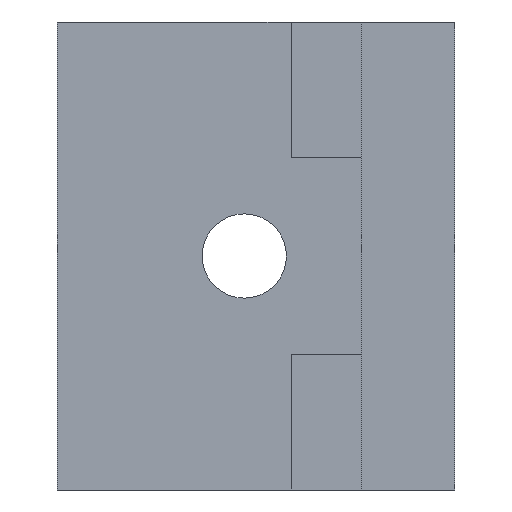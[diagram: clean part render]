
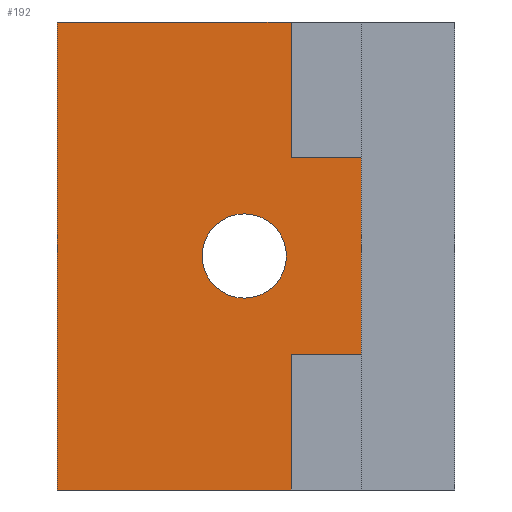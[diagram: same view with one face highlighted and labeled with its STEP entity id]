
A CAD part, left-side view. The second image highlights one B-rep face of the part: STEP entity #192.
In plain terms, the highlighted planar face has unit normal (-1, 0, 0).
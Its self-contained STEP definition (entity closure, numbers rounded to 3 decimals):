
#13 = EDGE_CURVE ( 'NONE', #517, #449, #959, .T. ) ;
#24 = LINE ( 'NONE', #1210, #620 ) ;
#25 = ORIENTED_EDGE ( 'NONE', *, *, #823, .F. ) ;
#39 = DIRECTION ( 'NONE',  ( 0., 0., -1. ) ) ;
#52 = CARTESIAN_POINT ( 'NONE',  ( -45., 85., 50. ) ) ;
#58 = EDGE_CURVE ( 'NONE', #1038, #164, #933, .T. ) ;
#96 = LINE ( 'NONE', #283, #238 ) ;
#105 = CARTESIAN_POINT ( 'NONE',  ( -45., 85., 50. ) ) ;
#112 = CARTESIAN_POINT ( 'NONE',  ( -45., 45., -9. ) ) ;
#119 = LINE ( 'NONE', #137, #549 ) ;
#130 = ORIENTED_EDGE ( 'NONE', *, *, #58, .T. ) ;
#137 = CARTESIAN_POINT ( 'NONE',  ( -45., 85., -50. ) ) ;
#164 = VERTEX_POINT ( 'NONE', #112 ) ;
#188 = PLANE ( 'NONE',  #426 ) ;
#192 = ADVANCED_FACE ( 'NONE', ( #471, #1122 ), #188, .F. ) ;
#198 = LINE ( 'NONE', #402, #1085 ) ;
#218 = CARTESIAN_POINT ( 'NONE',  ( -45., 35., 50. ) ) ;
#226 = CARTESIAN_POINT ( 'NONE',  ( -45., 20., 21. ) ) ;
#234 = ORIENTED_EDGE ( 'NONE', *, *, #542, .T. ) ;
#237 = CARTESIAN_POINT ( 'NONE',  ( -45., 45., 0. ) ) ;
#238 = VECTOR ( 'NONE', #654, 1000. ) ;
#266 = CARTESIAN_POINT ( 'NONE',  ( -45., -53.239, 21. ) ) ;
#283 = CARTESIAN_POINT ( 'NONE',  ( -45., 85., 50. ) ) ;
#322 = ORIENTED_EDGE ( 'NONE', *, *, #13, .F. ) ;
#329 = DIRECTION ( 'NONE',  ( 1., 0., 0. ) ) ;
#337 = LINE ( 'NONE', #52, #793 ) ;
#346 = EDGE_LOOP ( 'NONE', ( #234, #130 ) ) ;
#368 = VERTEX_POINT ( 'NONE', #459 ) ;
#402 = CARTESIAN_POINT ( 'NONE',  ( -45., 35., 50. ) ) ;
#403 = VERTEX_POINT ( 'NONE', #782 ) ;
#409 = ORIENTED_EDGE ( 'NONE', *, *, #555, .F. ) ;
#417 = CARTESIAN_POINT ( 'NONE',  ( -45., 45., 0. ) ) ;
#423 = DIRECTION ( 'NONE',  ( 0., -1., 0. ) ) ;
#426 = AXIS2_PLACEMENT_3D ( 'NONE', #565, #465, #835 ) ;
#428 = DIRECTION ( 'NONE',  ( 0., 1., 0. ) ) ;
#434 = LINE ( 'NONE', #266, #756 ) ;
#449 = VERTEX_POINT ( 'NONE', #1148 ) ;
#459 = CARTESIAN_POINT ( 'NONE',  ( -45., 35., -21. ) ) ;
#465 = DIRECTION ( 'NONE',  ( 1., 0., 0. ) ) ;
#471 = FACE_BOUND ( 'NONE', #346, .T. ) ;
#495 = VERTEX_POINT ( 'NONE', #226 ) ;
#501 = EDGE_CURVE ( 'NONE', #624, #651, #119, .T. ) ;
#503 = DIRECTION ( 'NONE',  ( 0., 1., 0. ) ) ;
#517 = VERTEX_POINT ( 'NONE', #1154 ) ;
#525 = CARTESIAN_POINT ( 'NONE',  ( -45., 35., -50. ) ) ;
#536 = CARTESIAN_POINT ( 'NONE',  ( -45., 45., 9. ) ) ;
#541 = CARTESIAN_POINT ( 'NONE',  ( -45., 85., -50. ) ) ;
#542 = EDGE_CURVE ( 'NONE', #164, #1038, #606, .T. ) ;
#549 = VECTOR ( 'NONE', #423, 1000. ) ;
#555 = EDGE_CURVE ( 'NONE', #403, #368, #709, .T. ) ;
#565 = CARTESIAN_POINT ( 'NONE',  ( -45., 85., 50. ) ) ;
#585 = EDGE_CURVE ( 'NONE', #848, #517, #337, .T. ) ;
#594 = ORIENTED_EDGE ( 'NONE', *, *, #889, .F. ) ;
#606 = CIRCLE ( 'NONE', #703, 9. ) ;
#614 = EDGE_CURVE ( 'NONE', #495, #449, #434, .T. ) ;
#620 = VECTOR ( 'NONE', #1131, 1000. ) ;
#621 = CARTESIAN_POINT ( 'NONE',  ( -45., -53.239, -21. ) ) ;
#624 = VERTEX_POINT ( 'NONE', #541 ) ;
#635 = ORIENTED_EDGE ( 'NONE', *, *, #501, .T. ) ;
#651 = VERTEX_POINT ( 'NONE', #525 ) ;
#654 = DIRECTION ( 'NONE',  ( 0., 0., -1. ) ) ;
#656 = DIRECTION ( 'NONE',  ( 0., 0., -1. ) ) ;
#703 = AXIS2_PLACEMENT_3D ( 'NONE', #237, #1080, #428 ) ;
#709 = LINE ( 'NONE', #621, #1073 ) ;
#756 = VECTOR ( 'NONE', #797, 1000. ) ;
#782 = CARTESIAN_POINT ( 'NONE',  ( -45., 20., -21. ) ) ;
#793 = VECTOR ( 'NONE', #983, 1000. ) ;
#797 = DIRECTION ( 'NONE',  ( 0., 1., 0. ) ) ;
#823 = EDGE_CURVE ( 'NONE', #368, #651, #198, .T. ) ;
#835 = DIRECTION ( 'NONE',  ( 0., 1., 0. ) ) ;
#848 = VERTEX_POINT ( 'NONE', #105 ) ;
#882 = ORIENTED_EDGE ( 'NONE', *, *, #585, .F. ) ;
#889 = EDGE_CURVE ( 'NONE', #495, #403, #24, .T. ) ;
#904 = ORIENTED_EDGE ( 'NONE', *, *, #1197, .T. ) ;
#928 = ORIENTED_EDGE ( 'NONE', *, *, #614, .T. ) ;
#929 = EDGE_LOOP ( 'NONE', ( #635, #25, #409, #594, #928, #322, #882, #904 ) ) ;
#933 = CIRCLE ( 'NONE', #1029, 9. ) ;
#959 = LINE ( 'NONE', #218, #1200 ) ;
#983 = DIRECTION ( 'NONE',  ( 0., -1., 0. ) ) ;
#1029 = AXIS2_PLACEMENT_3D ( 'NONE', #417, #329, #503 ) ;
#1038 = VERTEX_POINT ( 'NONE', #536 ) ;
#1073 = VECTOR ( 'NONE', #1088, 1000. ) ;
#1080 = DIRECTION ( 'NONE',  ( 1., 0., 0. ) ) ;
#1085 = VECTOR ( 'NONE', #656, 1000. ) ;
#1088 = DIRECTION ( 'NONE',  ( 0., 1., 0. ) ) ;
#1122 = FACE_OUTER_BOUND ( 'NONE', #929, .T. ) ;
#1131 = DIRECTION ( 'NONE',  ( 0., 0., -1. ) ) ;
#1148 = CARTESIAN_POINT ( 'NONE',  ( -45., 35., 21. ) ) ;
#1154 = CARTESIAN_POINT ( 'NONE',  ( -45., 35., 50. ) ) ;
#1197 = EDGE_CURVE ( 'NONE', #848, #624, #96, .T. ) ;
#1200 = VECTOR ( 'NONE', #39, 1000. ) ;
#1210 = CARTESIAN_POINT ( 'NONE',  ( -45., 20., -21. ) ) ;
